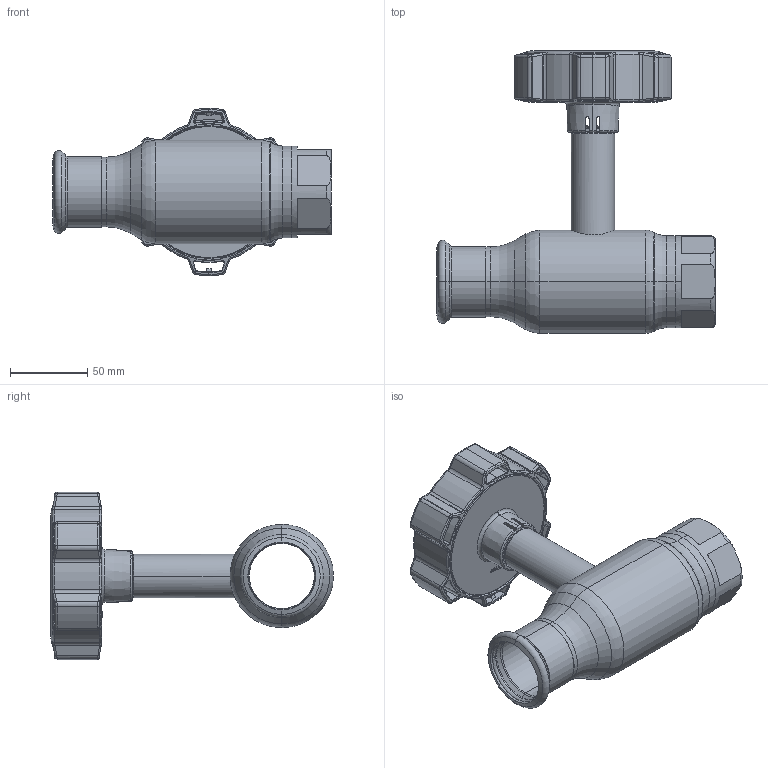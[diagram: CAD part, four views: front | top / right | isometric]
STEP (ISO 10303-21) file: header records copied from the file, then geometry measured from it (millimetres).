
FILE_DESCRIPTION (( 'STEP AP214' ), '1' );
FILE_NAME ('2040001001-0200.step', '2023-12-12T08:47:52', ( '' ), ( '' ), 'SwSTEP 2.0', 'SolidWorks 2021', '' );
FILE_SCHEMA (( 'AUTOMOTIVE_DESIGN' ));
Length unit declared in the file: millimetre
Products named in the file (1): 2040001001-0200
Bounding box: 179.8 x 182.53 x 107.98 mm (x, y, z)
Surface area: 96600.9 mm2 (no closed solid volume)
Topology: 0 solids, 11 shells, 530 faces, 1644 edges, 1088 vertices
Faces by surface type: bspline 157, cylinder 121, plane 114, torus 77, cone 55, sphere 6
Entity records: 32665 total; most frequent: CARTESIAN_POINT 13959, ORIENTED_EDGE 2823, DIRECTION 2246, EDGE_CURVE 1638, VERTEX_POINT 1088, AXIS2_PLACEMENT_3D 887, B_SPLINE_CURVE_WITH_KNOTS 630, EDGE_LOOP 561
